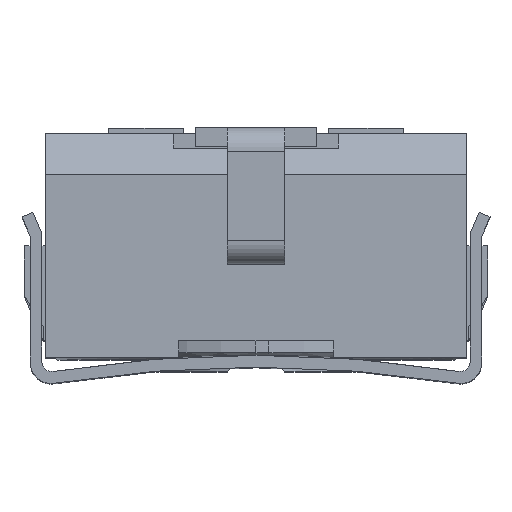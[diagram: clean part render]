
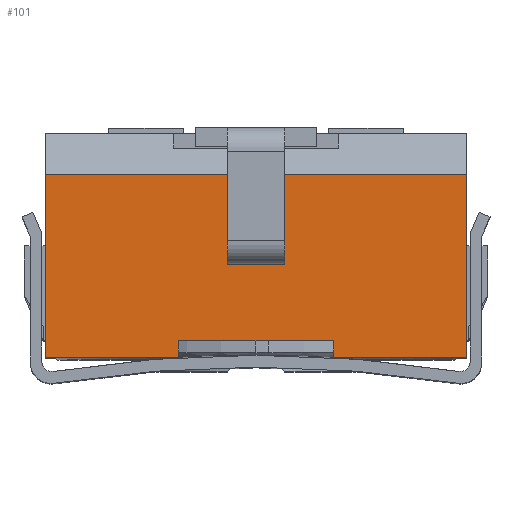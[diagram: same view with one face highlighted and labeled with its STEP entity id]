
A CAD part, top view. The second image highlights one B-rep face of the part: STEP entity #101.
In plain terms, the highlighted planar face has unit normal (0, 0, 1).
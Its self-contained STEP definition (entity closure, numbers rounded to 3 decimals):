
#101=ADVANCED_FACE('',(#508,#509),#510,.F.);
#508=FACE_OUTER_BOUND('',#1292,.T.);
#509=FACE_BOUND('',#1293,.T.);
#510=PLANE('',#1294);
#1292=EDGE_LOOP('',(#2704,#2705,#2706,#2707,#2708,#2709,#2710,#2711));
#1293=EDGE_LOOP('',(#2712,#2713,#2714,#2715));
#1294=AXIS2_PLACEMENT_3D('',#2716,#2717,#2718);
#2704=ORIENTED_EDGE('',*,*,#5476,.T.);
#2705=ORIENTED_EDGE('',*,*,#5477,.T.);
#2706=ORIENTED_EDGE('',*,*,#5478,.T.);
#2707=ORIENTED_EDGE('',*,*,#5479,.T.);
#2708=ORIENTED_EDGE('',*,*,#5480,.F.);
#2709=ORIENTED_EDGE('',*,*,#5481,.T.);
#2710=ORIENTED_EDGE('',*,*,#5429,.F.);
#2711=ORIENTED_EDGE('',*,*,#5445,.F.);
#2712=ORIENTED_EDGE('',*,*,#5482,.T.);
#2713=ORIENTED_EDGE('',*,*,#5483,.T.);
#2714=ORIENTED_EDGE('',*,*,#5484,.F.);
#2715=ORIENTED_EDGE('',*,*,#5485,.F.);
#2716=CARTESIAN_POINT('',(0.0,0.851,2.25));
#2717=DIRECTION('',(0.0,0.0,-1.0));
#2718=DIRECTION('',(0.0,-1.0,0.0));
#5429=EDGE_CURVE('',#7409,#7410,#7411,.T.);
#5445=EDGE_CURVE('',#7439,#7409,#7441,.T.);
#5476=EDGE_CURVE('',#7439,#7494,#7496,.T.);
#5477=EDGE_CURVE('',#7494,#7497,#7498,.T.);
#5478=EDGE_CURVE('',#7497,#7499,#7500,.T.);
#5479=EDGE_CURVE('',#7499,#7501,#7502,.T.);
#5480=EDGE_CURVE('',#7503,#7501,#7504,.T.);
#5481=EDGE_CURVE('',#7503,#7410,#7505,.T.);
#5482=EDGE_CURVE('',#7506,#7507,#7508,.T.);
#5483=EDGE_CURVE('',#7507,#7509,#7510,.T.);
#5484=EDGE_CURVE('',#7511,#7509,#7512,.T.);
#5485=EDGE_CURVE('',#7506,#7511,#7513,.T.);
#7409=VERTEX_POINT('',#10016);
#7410=VERTEX_POINT('',#10017);
#7411=LINE('',#10018,#10019);
#7439=VERTEX_POINT('',#10061);
#7441=LINE('',#10064,#10065);
#7494=VERTEX_POINT('',#10145);
#7496=LINE('',#10148,#10149);
#7497=VERTEX_POINT('',#10150);
#7498=LINE('',#10151,#10152);
#7499=VERTEX_POINT('',#10153);
#7500=LINE('',#10154,#10155);
#7501=VERTEX_POINT('',#10156);
#7502=LINE('',#10157,#10158);
#7503=VERTEX_POINT('',#10159);
#7504=LINE('',#10160,#10161);
#7505=LINE('',#10162,#10163);
#7506=VERTEX_POINT('',#10164);
#7507=VERTEX_POINT('',#10165);
#7508=LINE('',#10166,#10167);
#7509=VERTEX_POINT('',#10168);
#7510=LINE('',#10169,#10170);
#7511=VERTEX_POINT('',#10171);
#7512=LINE('',#10172,#10173);
#7513=LINE('',#10174,#10175);
#10016=CARTESIAN_POINT('',(2.248,1.829,2.25));
#10017=CARTESIAN_POINT('',(2.248,-0.127,2.25));
#10018=CARTESIAN_POINT('',(2.248,1.829,2.25));
#10019=VECTOR('',#12343,1.956);
#10061=CARTESIAN_POINT('',(-2.248,1.829,2.25));
#10064=CARTESIAN_POINT('',(-2.248,1.829,2.25));
#10065=VECTOR('',#12359,4.496);
#10145=CARTESIAN_POINT('',(-2.248,-0.127,2.25));
#10148=CARTESIAN_POINT('',(-2.248,1.829,2.25));
#10149=VECTOR('',#12394,1.956);
#10150=CARTESIAN_POINT('',(-0.826,-0.127,2.25));
#10151=CARTESIAN_POINT('',(-2.248,-0.127,2.25));
#10152=VECTOR('',#12395,1.422);
#10153=CARTESIAN_POINT('',(-0.826,0.051,2.25));
#10154=CARTESIAN_POINT('',(-0.826,-0.127,2.25));
#10155=VECTOR('',#12396,0.178);
#10156=CARTESIAN_POINT('',(0.826,0.051,2.25));
#10157=CARTESIAN_POINT('',(-0.826,0.051,2.25));
#10158=VECTOR('',#12397,1.651);
#10159=CARTESIAN_POINT('',(0.826,-0.127,2.25));
#10160=CARTESIAN_POINT('',(0.826,-0.127,2.25));
#10161=VECTOR('',#12398,0.178);
#10162=CARTESIAN_POINT('',(0.826,-0.127,2.25));
#10163=VECTOR('',#12399,1.422);
#10164=CARTESIAN_POINT('',(0.305,1.067,2.25));
#10165=CARTESIAN_POINT('',(0.305,0.864,2.25));
#10166=CARTESIAN_POINT('',(0.305,1.067,2.25));
#10167=VECTOR('',#12400,0.203);
#10168=CARTESIAN_POINT('',(-0.305,0.864,2.25));
#10169=CARTESIAN_POINT('',(0.305,0.864,2.25));
#10170=VECTOR('',#12401,0.61);
#10171=CARTESIAN_POINT('',(-0.305,1.067,2.25));
#10172=CARTESIAN_POINT('',(-0.305,1.067,2.25));
#10173=VECTOR('',#12402,0.203);
#10174=CARTESIAN_POINT('',(0.305,1.067,2.25));
#10175=VECTOR('',#12403,0.61);
#12343=DIRECTION('',(0.0,-1.0,0.));
#12359=DIRECTION('',(1.0,0.0,0.0));
#12394=DIRECTION('',(0.0,-1.0,0.));
#12395=DIRECTION('',(1.0,0.0,0.));
#12396=DIRECTION('',(0.0,1.0,0.));
#12397=DIRECTION('',(1.0,0.0,0.0));
#12398=DIRECTION('',(0.0,1.0,0.0));
#12399=DIRECTION('',(1.0,0.0,0.0));
#12400=DIRECTION('',(0.0,-1.0,0.0));
#12401=DIRECTION('',(-1.0,0.0,0.0));
#12402=DIRECTION('',(0.0,-1.0,0.0));
#12403=DIRECTION('',(-1.0,0.0,0.0));
